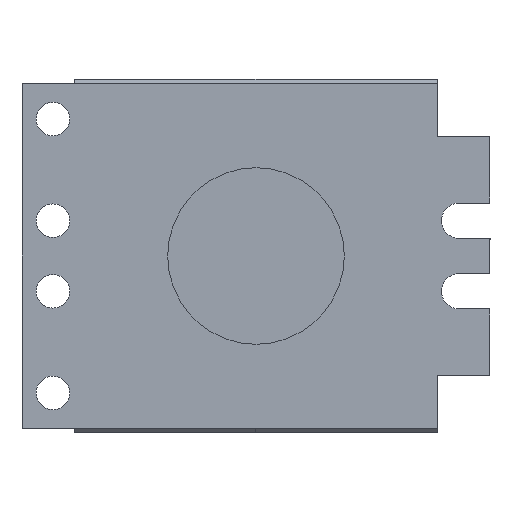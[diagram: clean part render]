
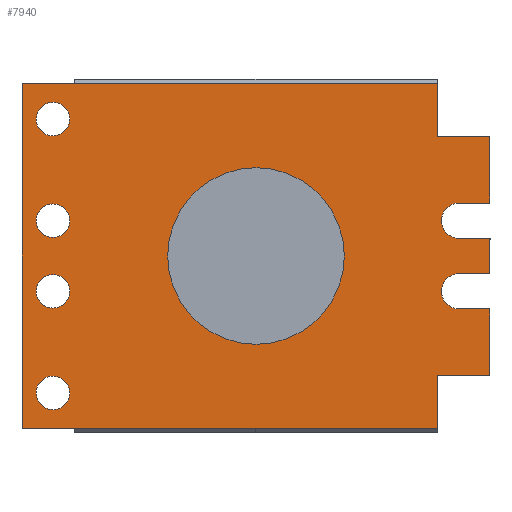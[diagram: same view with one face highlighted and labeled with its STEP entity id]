
A CAD part, left-side view. The second image highlights one B-rep face of the part: STEP entity #7940.
In plain terms, the highlighted face is planar.
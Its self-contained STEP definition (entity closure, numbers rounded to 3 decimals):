
#2590=CARTESIAN_POINT('',(40.8,-24.,
-2.));
#2600=VERTEX_POINT('',#2590);
#2630=CARTESIAN_POINT('',(38.8,-24.,
-2.));
#2640=DIRECTION('',(0.,0.,-1.));
#2650=DIRECTION('',(1.,0.,0.));
#2660=AXIS2_PLACEMENT_3D('',#2630,#2640,#2650);
#2670=CIRCLE('',#2660,2.);
#2680=CARTESIAN_POINT('',(36.8,-24.,
-2.));
#2690=VERTEX_POINT('',#2680);
#2700=EDGE_CURVE('',#2690,#2600,#2670,.T.);
#2970=CARTESIAN_POINT('',(21.2,22.,
-2.));
#2980=VERTEX_POINT('',#2970);
#3160=CARTESIAN_POINT('',(17.4,22.,
-2.));
#3170=VERTEX_POINT('',#3160);
#3200=CARTESIAN_POINT('',(19.3,22.,
-2.));
#3210=DIRECTION('',(0.,0.,1.));
#3220=DIRECTION('',(1.,0.,0.));
#3230=AXIS2_PLACEMENT_3D('',#3200,#3210,#3220);
#3240=CIRCLE('',#3230,1.9);
#3250=EDGE_CURVE('',#3170,#2980,#3240,.T.);
#3950=CARTESIAN_POINT('',(32.8,-24.,
-2.));
#3960=VERTEX_POINT('',#3950);
#3990=CARTESIAN_POINT('',(30.8,-24.,
-2.));
#4000=DIRECTION('',(0.,0.,-1.));
#4010=DIRECTION('',(1.,0.,0.));
#4020=AXIS2_PLACEMENT_3D('',#3990,#4000,#4010);
#4030=CIRCLE('',#4020,2.);
#4040=CARTESIAN_POINT('',(28.8,-24.,
-2.));
#4050=VERTEX_POINT('',#4040);
#4060=EDGE_CURVE('',#4050,#3960,#4030,.T.);
#4330=CARTESIAN_POINT('',(32.7,22.,
-2.));
#4340=VERTEX_POINT('',#4330);
#4520=CARTESIAN_POINT('',(28.9,22.,
-2.));
#4530=VERTEX_POINT('',#4520);
#4560=CARTESIAN_POINT('',(30.8,22.,
-2.));
#4570=DIRECTION('',(0.,0.,1.));
#4580=DIRECTION('',(1.,0.,0.));
#4590=AXIS2_PLACEMENT_3D('',#4560,#4570,#4580);
#4600=CIRCLE('',#4590,1.9);
#4610=EDGE_CURVE('',#4530,#4340,#4600,.T.);
#5250=CARTESIAN_POINT('',(21.3,30.567,
-2.));
#5260=DIRECTION('',(0.,1.,0.));
#5270=VECTOR('',#5260,1.);
#5280=LINE('',#5250,#5270);
#5290=CARTESIAN_POINT('',(21.3,-27.5,
-2.));
#5300=VERTEX_POINT('',#5290);
#5310=CARTESIAN_POINT('',(21.3,-21.5,
-2.));
#5320=VERTEX_POINT('',#5310);
#5330=EDGE_CURVE('',#5300,#5320,#5280,.T.);
#6350=CARTESIAN_POINT('',(34.8,14.,
-2.));
#6360=DIRECTION('',(0.,0.,1.));
#6370=DIRECTION('',(1.,0.,0.));
#6380=AXIS2_PLACEMENT_3D('',#6350,#6360,#6370);
#6390=PLANE('',#6380);
#6400=CARTESIAN_POINT('',(34.8,-1.,
-2.));
#6410=DIRECTION('',(0.,0.,-1.));
#6420=DIRECTION('',(1.,0.,0.));
#6430=AXIS2_PLACEMENT_3D('',#6400,#6410,#6420);
#6440=CIRCLE('',#6430,10.);
#6450=CARTESIAN_POINT('',(44.8,-1.,
-2.));
#6460=VERTEX_POINT('',#6450);
#6470=CARTESIAN_POINT('',(24.8,-1.,
-2.));
#6480=VERTEX_POINT('',#6470);
#6490=EDGE_CURVE('',#6460,#6480,#6440,.T.);
#6500=ORIENTED_EDGE('',*,*,#6490,.F.);
#6510=EDGE_CURVE('',#6480,#6460,#6440,.T.);
#6520=ORIENTED_EDGE('',*,*,#6510,.F.);
#6530=EDGE_LOOP('',(#6520,#6500));
#6540=FACE_BOUND('',#6530,.T.);
#6550=CARTESIAN_POINT('',(38.8,22.,
-2.));
#6560=DIRECTION('',(0.,0.,1.));
#6570=DIRECTION('',(1.,0.,0.));
#6580=AXIS2_PLACEMENT_3D('',#6550,#6560,#6570);
#6590=CIRCLE('',#6580,1.9);
#6600=CARTESIAN_POINT('',(40.7,22.,
-2.));
#6610=VERTEX_POINT('',#6600);
#6620=CARTESIAN_POINT('',(36.9,22.,
-2.));
#6630=VERTEX_POINT('',#6620);
#6640=EDGE_CURVE('',#6610,#6630,#6590,.T.);
#6650=ORIENTED_EDGE('',*,*,#6640,.T.);
#6660=EDGE_CURVE('',#6630,#6610,#6590,.T.);
#6670=ORIENTED_EDGE('',*,*,#6660,.T.);
#6680=EDGE_LOOP('',(#6670,#6650));
#6690=FACE_BOUND('',#6680,.T.);
#6700=CARTESIAN_POINT('',(50.3,22.,
-2.));
#6710=DIRECTION('',(0.,0.,1.));
#6720=DIRECTION('',(1.,0.,0.));
#6730=AXIS2_PLACEMENT_3D('',#6700,#6710,#6720);
#6740=CIRCLE('',#6730,1.9);
#6750=CARTESIAN_POINT('',(52.2,22.,
-2.));
#6760=VERTEX_POINT('',#6750);
#6770=CARTESIAN_POINT('',(48.4,22.,
-2.));
#6780=VERTEX_POINT('',#6770);
#6790=EDGE_CURVE('',#6760,#6780,#6740,.T.);
#6800=ORIENTED_EDGE('',*,*,#6790,.T.);
#6810=EDGE_CURVE('',#6780,#6760,#6740,.T.);
#6820=ORIENTED_EDGE('',*,*,#6810,.T.);
#6830=EDGE_LOOP('',(#6820,#6800));
#6840=FACE_BOUND('',#6830,.T.);
#6850=EDGE_CURVE('',#4340,#4530,#4600,.T.);
#6860=ORIENTED_EDGE('',*,*,#6850,.T.);
#6870=ORIENTED_EDGE('',*,*,#4610,.T.);
#6880=EDGE_LOOP('',(#6870,#6860));
#6890=FACE_BOUND('',#6880,.T.);
#6900=EDGE_CURVE('',#2980,#3170,#3240,.T.);
#6910=ORIENTED_EDGE('',*,*,#6900,.T.);
#6920=ORIENTED_EDGE('',*,*,#3250,.T.);
#6930=EDGE_LOOP('',(#6920,#6910));
#6940=FACE_BOUND('',#6930,.T.);
#6950=CARTESIAN_POINT('',(70.678,-21.5,
-2.));
#6960=DIRECTION('',(1.,0.,0.));
#6970=VECTOR('',#6960,1.);
#6980=LINE('',#6950,#6970);
#6990=CARTESIAN_POINT('',(15.3,-21.5,
-2.));
#7000=VERTEX_POINT('',#6990);
#7010=EDGE_CURVE('',#7000,#5320,#6980,.T.);
#7020=ORIENTED_EDGE('',*,*,#7010,.F.);
#7030=ORIENTED_EDGE('',*,*,#5330,.T.);
#7040=CARTESIAN_POINT('',(72.028,-27.5,
-2.));
#7050=DIRECTION('',(-1.,0.,0.));
#7060=VECTOR('',#7050,1.);
#7070=LINE('',#7040,#7060);
#7080=CARTESIAN_POINT('',(28.8,-27.5,
-2.));
#7090=VERTEX_POINT('',#7080);
#7100=EDGE_CURVE('',#7090,#5300,#7070,.T.);
#7110=ORIENTED_EDGE('',*,*,#7100,.T.);
#7120=CARTESIAN_POINT('',(28.8,29.567,
-2.));
#7130=DIRECTION('',(0.,1.,0.));
#7140=VECTOR('',#7130,1.);
#7150=LINE('',#7120,#7140);
#7160=EDGE_CURVE('',#7090,#4050,#7150,.T.);
#7170=ORIENTED_EDGE('',*,*,#7160,.F.);
#7180=ORIENTED_EDGE('',*,*,#4060,.F.);
#7190=CARTESIAN_POINT('',(32.8,29.567,
-2.));
#7200=DIRECTION('',(0.,-1.,0.));
#7210=VECTOR('',#7200,1.);
#7220=LINE('',#7190,#7210);
#7230=CARTESIAN_POINT('',(32.8,-27.5,
-2.));
#7240=VERTEX_POINT('',#7230);
#7250=EDGE_CURVE('',#3960,#7240,#7220,.T.);
#7260=ORIENTED_EDGE('',*,*,#7250,.F.);
#7270=CARTESIAN_POINT('',(70.678,-27.5,
-2.));
#7280=DIRECTION('',(-1.,0.,0.));
#7290=VECTOR('',#7280,1.);
#7300=LINE('',#7270,#7290);
#7310=CARTESIAN_POINT('',(36.8,-27.5,
-2.));
#7320=VERTEX_POINT('',#7310);
#7330=EDGE_CURVE('',#7320,#7240,#7300,.T.);
#7340=ORIENTED_EDGE('',*,*,#7330,.T.);
#7350=CARTESIAN_POINT('',(36.8,29.567,
-2.));
#7360=DIRECTION('',(0.,1.,0.));
#7370=VECTOR('',#7360,1.);
#7380=LINE('',#7350,#7370);
#7390=EDGE_CURVE('',#7320,#2690,#7380,.T.);
#7400=ORIENTED_EDGE('',*,*,#7390,.F.);
#7410=ORIENTED_EDGE('',*,*,#2700,.F.);
#7420=CARTESIAN_POINT('',(40.8,30.567,
-2.));
#7430=DIRECTION('',(0.,-1.,0.));
#7440=VECTOR('',#7430,1.);
#7450=LINE('',#7420,#7440);
#7460=CARTESIAN_POINT('',(40.8,-27.5,
-2.));
#7470=VERTEX_POINT('',#7460);
#7480=EDGE_CURVE('',#2600,#7470,#7450,.T.);
#7490=ORIENTED_EDGE('',*,*,#7480,.F.);
#7500=CARTESIAN_POINT('',(70.678,-27.5,
-2.));
#7510=DIRECTION('',(-1.,0.,0.));
#7520=VECTOR('',#7510,1.);
#7530=LINE('',#7500,#7520);
#7540=CARTESIAN_POINT('',(48.3,-27.5,
-2.));
#7550=VERTEX_POINT('',#7540);
#7560=EDGE_CURVE('',#7550,#7470,#7530,.T.);
#7570=ORIENTED_EDGE('',*,*,#7560,.T.);
#7580=CARTESIAN_POINT('',(48.3,30.567,
-2.));
#7590=DIRECTION('',(0.,-1.,0.));
#7600=VECTOR('',#7590,1.);
#7610=LINE('',#7580,#7600);
#7620=CARTESIAN_POINT('',(48.3,-21.5,
-2.));
#7630=VERTEX_POINT('',#7620);
#7640=EDGE_CURVE('',#7630,#7550,#7610,.T.);
#7650=ORIENTED_EDGE('',*,*,#7640,.T.);
#7660=CARTESIAN_POINT('',(54.3,-21.5,
-2.));
#7670=VERTEX_POINT('',#7660);
#7680=EDGE_CURVE('',#7630,#7670,#6980,.T.);
#7690=ORIENTED_EDGE('',*,*,#7680,.F.);
#7700=CARTESIAN_POINT('',(54.3,29.567,
-2.));
#7710=DIRECTION('',(0.,-1.,0.));
#7720=VECTOR('',#7710,1.);
#7730=LINE('',#7700,#7720);
#7740=CARTESIAN_POINT('',(54.3,25.5,
-2.));
#7750=VERTEX_POINT('',#7740);
#7760=EDGE_CURVE('',#7750,#7670,#7730,.T.);
#7770=ORIENTED_EDGE('',*,*,#7760,.T.);
#7780=CARTESIAN_POINT('',(92.028,25.5,
-2.));
#7790=DIRECTION('',(1.,0.,0.));
#7800=VECTOR('',#7790,1.);
#7810=LINE('',#7780,#7800);
#7820=CARTESIAN_POINT('',(15.3,25.5,
-2.));
#7830=VERTEX_POINT('',#7820);
#7840=EDGE_CURVE('',#7830,#7750,#7810,.T.);
#7850=ORIENTED_EDGE('',*,*,#7840,.T.);
#7860=CARTESIAN_POINT('',(15.3,28.567,
-2.));
#7870=DIRECTION('',(0.,-1.,0.));
#7880=VECTOR('',#7870,1.);
#7890=LINE('',#7860,#7880);
#7900=EDGE_CURVE('',#7830,#7000,#7890,.T.);
#7910=ORIENTED_EDGE('',*,*,#7900,.F.);
#7920=EDGE_LOOP('',(#7910,#7850,#7770,#7690,#7650,#7570,#7490,#7410,
#7400,#7340,#7260,#7180,#7170,#7110,#7030,#7020));
#7930=FACE_OUTER_BOUND('',#7920,.T.);
#7940=ADVANCED_FACE('',(#6540,#6690,#6840,#6890,#6940,#7930),#6390,.F.);
